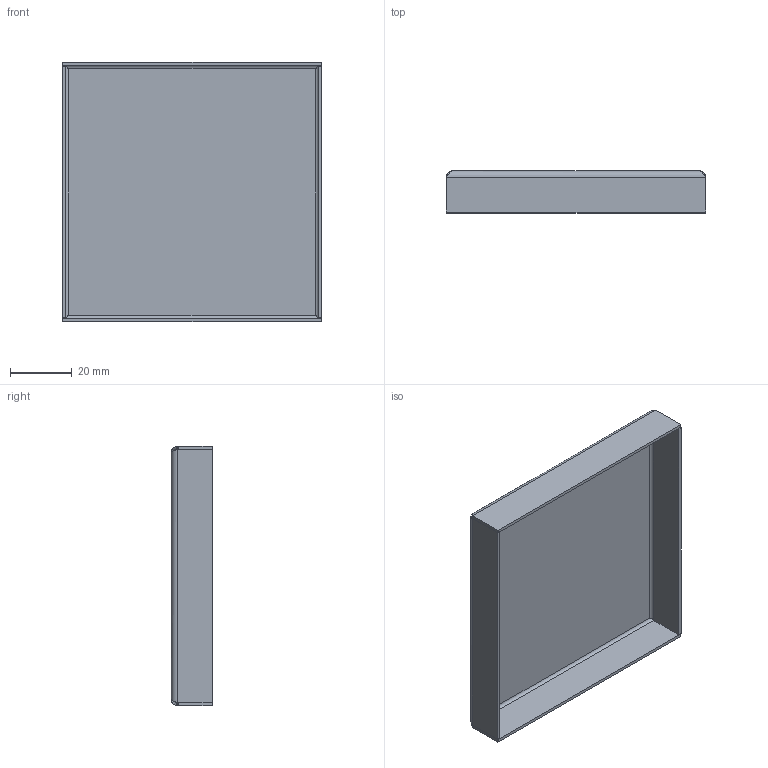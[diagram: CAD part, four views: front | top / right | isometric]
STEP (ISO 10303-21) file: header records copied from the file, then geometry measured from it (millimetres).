
FILE_DESCRIPTION(('CATIA V6 STEP','CAx-IF Rec.Pracs.--- Model Styling and Organization---1.5--- 2016-08-15','CAx-IF Rec.Pracs.---Supplemental Geometry---1.0---2011-11-01','CAx-IF Rec.Pracs.--- Composite Materials ---3.4---2017-06-13','CAx-IF Rec.Pracs.---Tessellated 3D Geometry---1.0---2015-12-17'),'2;1');
FILE_NAME('prd-HG-00359331.stp','2023-01-24T10:51:27+00:00',('none'),('none'),'3DEXPERIENCE Platform3DEXPERIENCE R2021x HotFix 8','3DEXPERIENCE Platform STEP AP242 v2','none');
FILE_SCHEMA(('AP242_MANAGED_MODEL_BASED_3D_ENGINEERING_MIM_LF {1 0 10303 442 1 1 4}'));
Length unit declared in the file: millimetre
Products named in the file (1): P-2_HG_RainDrain_Brilli.Gitterr.10x10
Bounding box: 83.8 x 13.5 x 83.8 mm (x, y, z)
Volume: 10943 mm3; surface area: 22331.1 mm2
Topology: 1 solids, 1 shells, 54 faces, 124 edges, 72 vertices
Faces by surface type: plane 22, cylinder 20, bspline 12
Entity records: 1980 total; most frequent: CARTESIAN_POINT 946, ORIENTED_EDGE 248, DIRECTION 133, EDGE_CURVE 124, VERTEX_POINT 72, VECTOR 63, LINE 63, EDGE_LOOP 54
